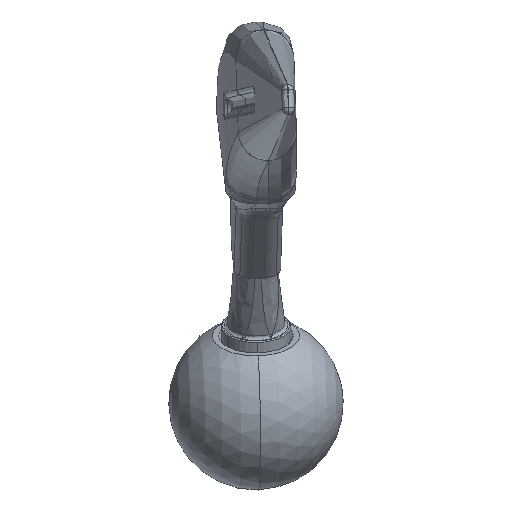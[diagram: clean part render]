
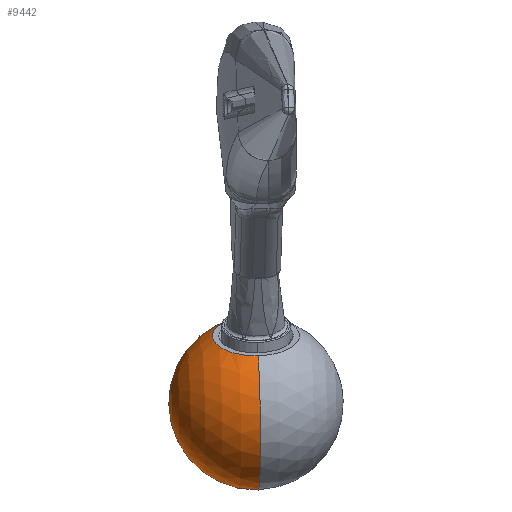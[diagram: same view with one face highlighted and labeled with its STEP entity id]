
A CAD part, front view. The second image highlights one B-rep face of the part: STEP entity #9442.
In plain terms, the highlighted spherical face has radius 15 mm.
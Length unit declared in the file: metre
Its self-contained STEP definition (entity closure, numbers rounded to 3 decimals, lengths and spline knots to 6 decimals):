
#483 = DIRECTION ( 'NONE',  ( -0.052, 0.886, 0.461 ) ) ;
#695 = CARTESIAN_POINT ( 'NONE',  ( -0.045288, 0.019332, -0.012972 ) ) ;
#961 = AXIS2_PLACEMENT_3D ( 'NONE', #695, #3808, #483 ) ;
#1358 = ORIENTED_EDGE ( 'NONE', *, *, #13592, .F. ) ;
#1777 = EDGE_CURVE ( 'NONE', #13368, #9748, #9697, .T. ) ;
#2048 = CARTESIAN_POINT ( 'NONE',  ( -0.044896, 0.012703, -0.016423 ) ) ;
#2219 = EDGE_CURVE ( 'NONE', #9748, #7739, #9945, .T. ) ;
#2438 = CARTESIAN_POINT ( 'NONE',  ( -0.045288, 0.025335, -0.024504 ) ) ;
#2671 = DIRECTION ( 'NONE',  ( 0.046, -0.999, 0. ) ) ;
#2772 = FACE_OUTER_BOUND ( 'NONE', #6996, .T. ) ;
#2910 = DIRECTION ( 'NONE',  ( 0., -0.462, 0.887 ) ) ;
#3808 = DIRECTION ( 'NONE',  ( 0., 0.462, -0.887 ) ) ;
#3981 = CARTESIAN_POINT ( 'NONE',  ( -0.04568, 0.02596, -0.009522 ) ) ;
#4057 = ORIENTED_EDGE ( 'NONE', *, *, #1777, .T. ) ;
#4499 = DIRECTION ( 'NONE',  ( -0.999, -0.046, -0.024 ) ) ;
#4621 = DIRECTION ( 'NONE',  ( 0.999, 0.046, 0.024 ) ) ;
#4985 = EDGE_CURVE ( 'NONE', #14283, #13368, #7812, .T. ) ;
#6996 = EDGE_LOOP ( 'NONE', ( #1358, #9668, #4057, #12272 ) ) ;
#7088 = DIRECTION ( 'NONE',  ( -0.999, -0.046, -0.024 ) ) ;
#7122 = AXIS2_PLACEMENT_3D ( 'NONE', #9197, #4621, #12460 ) ;
#7739 = VERTEX_POINT ( 'NONE', #11545 ) ;
#7812 = CIRCLE ( 'NONE', #8052, 0.015 ) ;
#8052 = AXIS2_PLACEMENT_3D ( 'NONE', #2438, #4499, #11449 ) ;
#8190 = CARTESIAN_POINT ( 'NONE',  ( -0.045288, 0.025335, -0.024504 ) ) ;
#9174 = CARTESIAN_POINT ( 'NONE',  ( -0.044503, 0.012048, -0.03142 ) ) ;
#9197 = CARTESIAN_POINT ( 'NONE',  ( -0.045288, 0.025335, -0.024504 ) ) ;
#9442 = ADVANCED_FACE ( 'NONE', ( #2772 ), #14222, .T. ) ;
#9487 = CARTESIAN_POINT ( 'NONE',  ( -0.045288, 0.025335, -0.024504 ) ) ;
#9668 = ORIENTED_EDGE ( 'NONE', *, *, #4985, .T. ) ;
#9697 = CIRCLE ( 'NONE', #961, 0.007483 ) ;
#9748 = VERTEX_POINT ( 'NONE', #3981 ) ;
#9945 = CIRCLE ( 'NONE', #12066, 0.015 ) ;
#10675 = DIRECTION ( 'NONE',  ( 0.999, 0.046, 0.024 ) ) ;
#11449 = DIRECTION ( 'NONE',  ( 0.046, -0.999, 0. ) ) ;
#11545 = CARTESIAN_POINT ( 'NONE',  ( -0.046073, 0.038621, -0.017587 ) ) ;
#12066 = AXIS2_PLACEMENT_3D ( 'NONE', #8190, #7088, #2671 ) ;
#12272 = ORIENTED_EDGE ( 'NONE', *, *, #2219, .T. ) ;
#12460 = DIRECTION ( 'NONE',  ( -0.046, 0.999, 0. ) ) ;
#13368 = VERTEX_POINT ( 'NONE', #2048 ) ;
#13499 = CIRCLE ( 'NONE', #7122, 0.015 ) ;
#13592 = EDGE_CURVE ( 'NONE', #14283, #7739, #13499, .T. ) ;
#14211 = AXIS2_PLACEMENT_3D ( 'NONE', #9487, #10675, #2910 ) ;
#14222 = SPHERICAL_SURFACE ( 'NONE', #14211, 0.015 ) ;
#14283 = VERTEX_POINT ( 'NONE', #9174 ) ;
